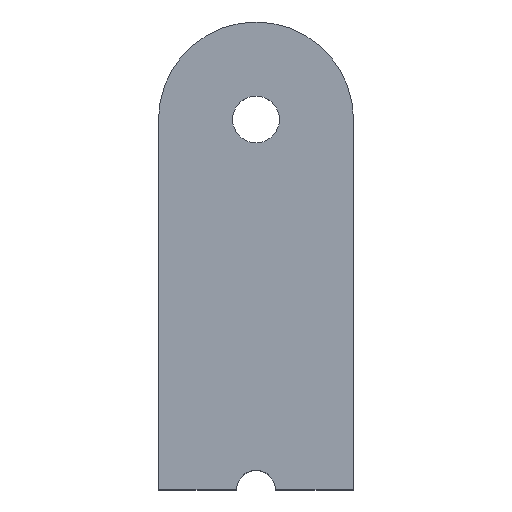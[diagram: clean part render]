
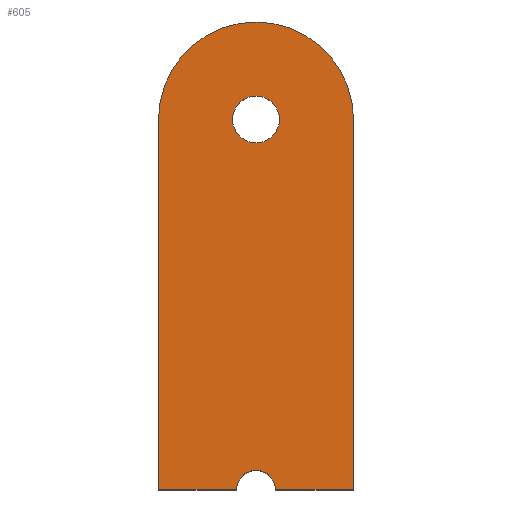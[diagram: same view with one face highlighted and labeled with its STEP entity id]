
A CAD part, top view. The second image highlights one B-rep face of the part: STEP entity #605.
In plain terms, the highlighted planar face has unit normal (0, 0, 1).
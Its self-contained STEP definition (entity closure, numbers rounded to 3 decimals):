
#15 = ORIENTED_EDGE ( 'NONE', *, *, #422, .F. ) ;
#29 = CIRCLE ( 'NONE', #243, 6. ) ;
#38 = CARTESIAN_POINT ( 'NONE',  ( 0., -25., 18. ) ) ;
#76 = PLANE ( 'NONE',  #503 ) ;
#109 = CIRCLE ( 'NONE', #523, 6. ) ;
#129 = DIRECTION ( 'NONE',  ( 0., -1., 0. ) ) ;
#134 = CARTESIAN_POINT ( 'NONE',  ( 50., -120., 18. ) ) ;
#141 = DIRECTION ( 'NONE',  ( 0., 0., -1. ) ) ;
#144 = EDGE_CURVE ( 'NONE', #324, #244, #223, .T. ) ;
#148 = DIRECTION ( 'NONE',  ( 0., 0., -1. ) ) ;
#150 = CIRCLE ( 'NONE', #194, 25. ) ;
#157 = CARTESIAN_POINT ( 'NONE',  ( 0., 0., 18. ) ) ;
#170 = VECTOR ( 'NONE', #415, 1000. ) ;
#191 = LINE ( 'NONE', #477, #438 ) ;
#194 = AXIS2_PLACEMENT_3D ( 'NONE', #450, #148, #357 ) ;
#196 = LINE ( 'NONE', #134, #284 ) ;
#204 = EDGE_CURVE ( 'NONE', #244, #551, #325, .T. ) ;
#206 = CARTESIAN_POINT ( 'NONE',  ( 25., -25., 18. ) ) ;
#209 = DIRECTION ( 'NONE',  ( 0., 0., 1. ) ) ;
#223 = LINE ( 'NONE', #425, #645 ) ;
#239 = CARTESIAN_POINT ( 'NONE',  ( 50., 0., 18. ) ) ;
#243 = AXIS2_PLACEMENT_3D ( 'NONE', #206, #209, #409 ) ;
#244 = VERTEX_POINT ( 'NONE', #355 ) ;
#248 = CARTESIAN_POINT ( 'NONE',  ( 25., -120., 18. ) ) ;
#253 = EDGE_CURVE ( 'NONE', #320, #528, #150, .T. ) ;
#265 = LINE ( 'NONE', #157, #170 ) ;
#284 = VECTOR ( 'NONE', #452, 1000. ) ;
#286 = ORIENTED_EDGE ( 'NONE', *, *, #327, .F. ) ;
#290 = EDGE_CURVE ( 'NONE', #600, #512, #109, .T. ) ;
#297 = DIRECTION ( 'NONE',  ( 0., 1., 0. ) ) ;
#299 = DIRECTION ( 'NONE',  ( 0., 0., 1. ) ) ;
#300 = EDGE_LOOP ( 'NONE', ( #637, #644, #286, #501, #604, #441 ) ) ;
#317 = EDGE_LOOP ( 'NONE', ( #15, #579 ) ) ;
#320 = VERTEX_POINT ( 'NONE', #38 ) ;
#324 = VERTEX_POINT ( 'NONE', #490 ) ;
#325 = CIRCLE ( 'NONE', #387, 5. ) ;
#327 = EDGE_CURVE ( 'NONE', #551, #492, #196, .T. ) ;
#345 = FACE_OUTER_BOUND ( 'NONE', #300, .T. ) ;
#348 = CARTESIAN_POINT ( 'NONE',  ( 25., -25., 18. ) ) ;
#355 = CARTESIAN_POINT ( 'NONE',  ( 30., -120., 18. ) ) ;
#357 = DIRECTION ( 'NONE',  ( 0., 1., 0. ) ) ;
#387 = AXIS2_PLACEMENT_3D ( 'NONE', #248, #642, #444 ) ;
#405 = CARTESIAN_POINT ( 'NONE',  ( 31., -25., 18. ) ) ;
#409 = DIRECTION ( 'NONE',  ( 1., 0., 0. ) ) ;
#415 = DIRECTION ( 'NONE',  ( 0., -1., 0. ) ) ;
#422 = EDGE_CURVE ( 'NONE', #512, #600, #29, .T. ) ;
#425 = CARTESIAN_POINT ( 'NONE',  ( 50., -120., 18. ) ) ;
#438 = VECTOR ( 'NONE', #129, 1000. ) ;
#441 = ORIENTED_EDGE ( 'NONE', *, *, #585, .F. ) ;
#444 = DIRECTION ( 'NONE',  ( 1., 0., 0. ) ) ;
#447 = EDGE_CURVE ( 'NONE', #320, #492, #265, .T. ) ;
#450 = CARTESIAN_POINT ( 'NONE',  ( 25., -25., 18. ) ) ;
#452 = DIRECTION ( 'NONE',  ( -1., 0., 0. ) ) ;
#477 = CARTESIAN_POINT ( 'NONE',  ( 50., 0., 18. ) ) ;
#486 = DIRECTION ( 'NONE',  ( 1., 0., 0. ) ) ;
#490 = CARTESIAN_POINT ( 'NONE',  ( 50., -120., 18. ) ) ;
#492 = VERTEX_POINT ( 'NONE', #567 ) ;
#501 = ORIENTED_EDGE ( 'NONE', *, *, #204, .F. ) ;
#503 = AXIS2_PLACEMENT_3D ( 'NONE', #239, #141, #297 ) ;
#512 = VERTEX_POINT ( 'NONE', #405 ) ;
#523 = AXIS2_PLACEMENT_3D ( 'NONE', #348, #299, #486 ) ;
#528 = VERTEX_POINT ( 'NONE', #554 ) ;
#551 = VERTEX_POINT ( 'NONE', #582 ) ;
#554 = CARTESIAN_POINT ( 'NONE',  ( 50., -25., 18. ) ) ;
#567 = CARTESIAN_POINT ( 'NONE',  ( 0., -120., 18. ) ) ;
#579 = ORIENTED_EDGE ( 'NONE', *, *, #290, .F. ) ;
#582 = CARTESIAN_POINT ( 'NONE',  ( 20., -120., 18. ) ) ;
#585 = EDGE_CURVE ( 'NONE', #528, #324, #191, .T. ) ;
#600 = VERTEX_POINT ( 'NONE', #630 ) ;
#604 = ORIENTED_EDGE ( 'NONE', *, *, #144, .F. ) ;
#605 = ADVANCED_FACE ( 'NONE', ( #625, #345 ), #76, .F. ) ;
#617 = DIRECTION ( 'NONE',  ( -1., 0., 0. ) ) ;
#625 = FACE_BOUND ( 'NONE', #317, .T. ) ;
#630 = CARTESIAN_POINT ( 'NONE',  ( 19., -25., 18. ) ) ;
#637 = ORIENTED_EDGE ( 'NONE', *, *, #253, .F. ) ;
#642 = DIRECTION ( 'NONE',  ( 0., 0., 1. ) ) ;
#644 = ORIENTED_EDGE ( 'NONE', *, *, #447, .T. ) ;
#645 = VECTOR ( 'NONE', #617, 1000. ) ;
